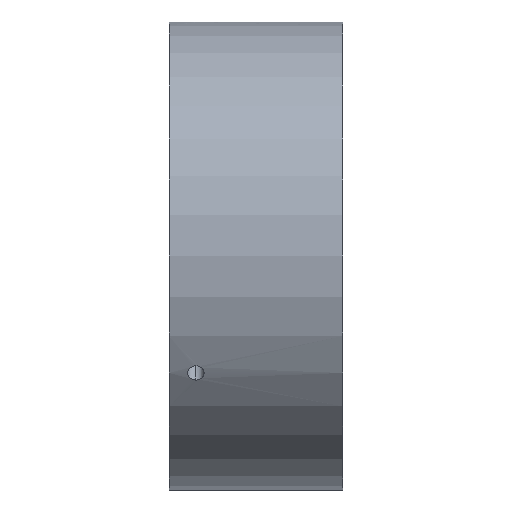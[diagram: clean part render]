
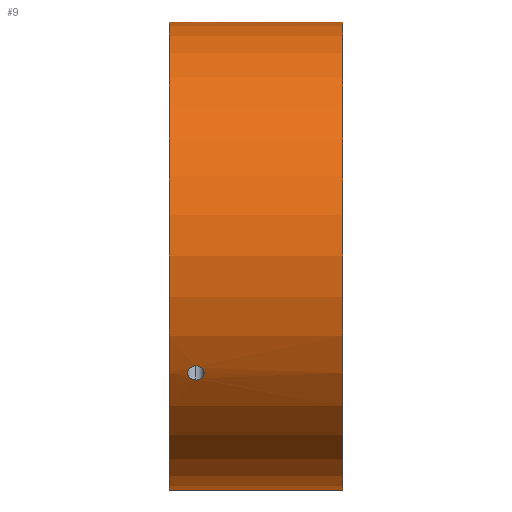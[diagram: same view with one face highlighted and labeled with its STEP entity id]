
A CAD part, front view. The second image highlights one B-rep face of the part: STEP entity #9.
In plain terms, the highlighted cylindrical face has radius 35 mm (diameter 70 mm), a partial arc.
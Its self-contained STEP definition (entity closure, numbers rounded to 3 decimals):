
#9 = ADVANCED_FACE ( 'NONE', ( #272, #259 ), #271, .T. ) ;
#14 = EDGE_CURVE ( 'NONE', #117, #119, #108, .T. ) ;
#38 = CIRCLE ( 'NONE', #39, 35. ) ;
#39 = AXIS2_PLACEMENT_3D ( 'NONE', #425, #437, #417 ) ;
#69 = VECTOR ( 'NONE', #662, 1000. ) ;
#78 = VECTOR ( 'NONE', #642, 1000. ) ;
#80 = VECTOR ( 'NONE', #722, 1000. ) ;
#89 = AXIS2_PLACEMENT_3D ( 'NONE', #251, #275, #260 ) ;
#94 = AXIS2_PLACEMENT_3D ( 'NONE', #331, #307, #308 ) ;
#108 = CIRCLE ( 'NONE', #94, 35. ) ;
#117 = VERTEX_POINT ( 'NONE', #295 ) ;
#119 = VERTEX_POINT ( 'NONE', #297 ) ;
#125 = VERTEX_POINT ( 'NONE', #312 ) ;
#130 = VERTEX_POINT ( 'NONE', #325 ) ;
#133 = VERTEX_POINT ( 'NONE', #287 ) ;
#147 = VERTEX_POINT ( 'NONE', #303 ) ;
#149 = VERTEX_POINT ( 'NONE', #299 ) ;
#165 = VERTEX_POINT ( 'NONE', #305 ) ;
#179 = ORIENTED_EDGE ( 'NONE', *, *, #372, .T. ) ;
#192 = ORIENTED_EDGE ( 'NONE', *, *, #14, .T. ) ;
#193 = EDGE_LOOP ( 'NONE', ( #231, #179 ) ) ;
#195 = ORIENTED_EDGE ( 'NONE', *, *, #351, .T. ) ;
#210 = ORIENTED_EDGE ( 'NONE', *, *, #398, .T. ) ;
#215 = ORIENTED_EDGE ( 'NONE', *, *, #403, .T. ) ;
#220 = ORIENTED_EDGE ( 'NONE', *, *, #373, .T. ) ;
#228 = ORIENTED_EDGE ( 'NONE', *, *, #400, .F. ) ;
#231 = ORIENTED_EDGE ( 'NONE', *, *, #368, .T. ) ;
#232 = EDGE_LOOP ( 'NONE', ( #228, #195, #215, #220, #210, #192 ) ) ;
#251 = CARTESIAN_POINT ( 'NONE',  ( 26., 0., 0. ) ) ;
#259 = FACE_BOUND ( 'NONE', #193, .T. ) ;
#260 = DIRECTION ( 'NONE',  ( 0., 0., 1. ) ) ;
#271 = CYLINDRICAL_SURFACE ( 'NONE', #89, 35. ) ;
#272 = FACE_OUTER_BOUND ( 'NONE', #232, .T. ) ;
#275 = DIRECTION ( 'NONE',  ( -1., 0., 0. ) ) ;
#287 = CARTESIAN_POINT ( 'NONE',  ( 26., 0., 35. ) ) ;
#295 = CARTESIAN_POINT ( 'NONE',  ( 0., 0., 35. ) ) ;
#297 = CARTESIAN_POINT ( 'NONE',  ( 0., 0., -35. ) ) ;
#299 = CARTESIAN_POINT ( 'NONE',  ( 4., -30.907, -16.424 ) ) ;
#303 = CARTESIAN_POINT ( 'NONE',  ( 26., 0., -35. ) ) ;
#305 = CARTESIAN_POINT ( 'NONE',  ( 5.23, 0., 35. ) ) ;
#307 = DIRECTION ( 'NONE',  ( 1., 0., 0. ) ) ;
#308 = DIRECTION ( 'NONE',  ( 0., 0., 1. ) ) ;
#312 = CARTESIAN_POINT ( 'NONE',  ( 2.77, 0., 35. ) ) ;
#325 = CARTESIAN_POINT ( 'NONE',  ( 4., -29.677, -18.554 ) ) ;
#331 = CARTESIAN_POINT ( 'NONE',  ( 0., 0., 0. ) ) ;
#351 = EDGE_CURVE ( 'NONE', #147, #133, #38, .T. ) ;
#368 = EDGE_CURVE ( 'NONE', #149, #130, #385, .T. ) ;
#372 = EDGE_CURVE ( 'NONE', #130, #149, #391, .T. ) ;
#373 = EDGE_CURVE ( 'NONE', #165, #125, #382, .T. ) ;
#382 = B_SPLINE_CURVE_WITH_KNOTS ( 'NONE', 3,
 ( #543, #565, #590, #615, #581, #582, #623, #619, #578, #613, #620, #602, #599, #604, #574, #575, #600, #624 ),
 .UNSPECIFIED., .F., .F.,
 ( 4, 2, 2, 2, 2, 2, 2, 2, 4 ),
 ( 0.008, 0.008, 0.009, 0.009, 0.009, 0.01, 0.01, 0.011, 0.011 ),
 .UNSPECIFIED. ) ;
#385 = B_SPLINE_CURVE_WITH_KNOTS ( 'NONE', 3,
 ( #506, #480, #527, #549, #523, #542, #555, #548, #545, #520, #550, #552, #526, #521, #551, #566, #529, #556 ),
 .UNSPECIFIED., .F., .F.,
 ( 4, 2, 2, 2, 2, 2, 2, 2, 4 ),
 ( 0.004, 0.004, 0.005, 0.005, 0.006, 0.006, 0.007, 0.007, 0.008 ),
 .UNSPECIFIED. ) ;
#391 = B_SPLINE_CURVE_WITH_KNOTS ( 'NONE', 3,
 ( #563, #568, #513, #514, #524, #515, #516, #541, #517, #537, #530, #533, #518, #519, #535, #536, #538, #539 ),
 .UNSPECIFIED., .F., .F.,
 ( 4, 2, 2, 2, 2, 2, 2, 2, 4 ),
 ( 0.008, 0.008, 0.009, 0.009, 0.009, 0.01, 0.01, 0.011, 0.011 ),
 .UNSPECIFIED. ) ;
#398 = EDGE_CURVE ( 'NONE', #125, #117, #632, .T. ) ;
#400 = EDGE_CURVE ( 'NONE', #147, #119, #659, .T. ) ;
#403 = EDGE_CURVE ( 'NONE', #133, #165, #717, .T. ) ;
#417 = DIRECTION ( 'NONE',  ( 0., 0., 1. ) ) ;
#425 = CARTESIAN_POINT ( 'NONE',  ( 26., 0., 0. ) ) ;
#437 = DIRECTION ( 'NONE',  ( -1., 0., 0. ) ) ;
#480 = CARTESIAN_POINT ( 'NONE',  ( 4.162, -30.907, -16.424 ) ) ;
#506 = CARTESIAN_POINT ( 'NONE',  ( 4., -30.907, -16.424 ) ) ;
#513 = CARTESIAN_POINT ( 'NONE',  ( 3.678, -29.694, -18.527 ) ) ;
#514 = CARTESIAN_POINT ( 'NONE',  ( 3.38, -29.76, -18.422 ) ) ;
#515 = CARTESIAN_POINT ( 'NONE',  ( 3.016, -29.927, -18.149 ) ) ;
#516 = CARTESIAN_POINT ( 'NONE',  ( 2.925, -29.997, -18.033 ) ) ;
#517 = CARTESIAN_POINT ( 'NONE',  ( 2.77, -30.231, -17.638 ) ) ;
#518 = CARTESIAN_POINT ( 'NONE',  ( 3.017, -30.682, -16.842 ) ) ;
#519 = CARTESIAN_POINT ( 'NONE',  ( 3.244, -30.79, -16.642 ) ) ;
#520 = CARTESIAN_POINT ( 'NONE',  ( 5.23, -30.231, -17.638 ) ) ;
#521 = CARTESIAN_POINT ( 'NONE',  ( 4.755, -29.807, -18.345 ) ) ;
#523 = CARTESIAN_POINT ( 'NONE',  ( 4.756, -30.79, -16.642 ) ) ;
#524 = CARTESIAN_POINT ( 'NONE',  ( 3.245, -29.807, -18.345 ) ) ;
#526 = CARTESIAN_POINT ( 'NONE',  ( 4.985, -29.927, -18.149 ) ) ;
#527 = CARTESIAN_POINT ( 'NONE',  ( 4.322, -30.892, -16.453 ) ) ;
#529 = CARTESIAN_POINT ( 'NONE',  ( 4.162, -29.677, -18.554 ) ) ;
#530 = CARTESIAN_POINT ( 'NONE',  ( 2.803, -30.471, -17.22 ) ) ;
#533 = CARTESIAN_POINT ( 'NONE',  ( 2.925, -30.616, -16.962 ) ) ;
#535 = CARTESIAN_POINT ( 'NONE',  ( 3.38, -30.834, -16.562 ) ) ;
#536 = CARTESIAN_POINT ( 'NONE',  ( 3.678, -30.892, -16.453 ) ) ;
#537 = CARTESIAN_POINT ( 'NONE',  ( 2.771, -30.391, -17.361 ) ) ;
#538 = CARTESIAN_POINT ( 'NONE',  ( 3.838, -30.907, -16.424 ) ) ;
#539 = CARTESIAN_POINT ( 'NONE',  ( 4., -30.907, -16.424 ) ) ;
#541 = CARTESIAN_POINT ( 'NONE',  ( 2.802, -30.149, -17.777 ) ) ;
#542 = CARTESIAN_POINT ( 'NONE',  ( 4.983, -30.682, -16.841 ) ) ;
#543 = CARTESIAN_POINT ( 'NONE',  ( 5.23, 0., 35. ) ) ;
#545 = CARTESIAN_POINT ( 'NONE',  ( 5.229, -30.391, -17.36 ) ) ;
#548 = CARTESIAN_POINT ( 'NONE',  ( 5.197, -30.471, -17.22 ) ) ;
#549 = CARTESIAN_POINT ( 'NONE',  ( 4.62, -30.834, -16.562 ) ) ;
#550 = CARTESIAN_POINT ( 'NONE',  ( 5.198, -30.15, -17.777 ) ) ;
#551 = CARTESIAN_POINT ( 'NONE',  ( 4.62, -29.76, -18.422 ) ) ;
#552 = CARTESIAN_POINT ( 'NONE',  ( 5.075, -29.997, -18.033 ) ) ;
#555 = CARTESIAN_POINT ( 'NONE',  ( 5.074, -30.616, -16.962 ) ) ;
#556 = CARTESIAN_POINT ( 'NONE',  ( 4., -29.677, -18.554 ) ) ;
#563 = CARTESIAN_POINT ( 'NONE',  ( 4., -29.677, -18.554 ) ) ;
#565 = CARTESIAN_POINT ( 'NONE',  ( 5.229, -0.162, 35. ) ) ;
#566 = CARTESIAN_POINT ( 'NONE',  ( 4.322, -29.694, -18.527 ) ) ;
#568 = CARTESIAN_POINT ( 'NONE',  ( 3.838, -29.677, -18.554 ) ) ;
#574 = CARTESIAN_POINT ( 'NONE',  ( 2.926, -0.62, 34.995 ) ) ;
#575 = CARTESIAN_POINT ( 'NONE',  ( 2.802, -0.322, 34.999 ) ) ;
#578 = CARTESIAN_POINT ( 'NONE',  ( 4.16, -1.23, 34.978 ) ) ;
#581 = CARTESIAN_POINT ( 'NONE',  ( 4.984, -0.755, 34.992 ) ) ;
#582 = CARTESIAN_POINT ( 'NONE',  ( 4.754, -0.984, 34.986 ) ) ;
#590 = CARTESIAN_POINT ( 'NONE',  ( 5.198, -0.322, 34.999 ) ) ;
#599 = CARTESIAN_POINT ( 'NONE',  ( 3.244, -0.983, 34.986 ) ) ;
#600 = CARTESIAN_POINT ( 'NONE',  ( 2.77, -0.162, 35. ) ) ;
#602 = CARTESIAN_POINT ( 'NONE',  ( 3.381, -1.075, 34.984 ) ) ;
#604 = CARTESIAN_POINT ( 'NONE',  ( 3.017, -0.756, 34.992 ) ) ;
#613 = CARTESIAN_POINT ( 'NONE',  ( 3.839, -1.229, 34.978 ) ) ;
#615 = CARTESIAN_POINT ( 'NONE',  ( 5.074, -0.62, 34.995 ) ) ;
#619 = CARTESIAN_POINT ( 'NONE',  ( 4.321, -1.198, 34.98 ) ) ;
#620 = CARTESIAN_POINT ( 'NONE',  ( 3.677, -1.197, 34.98 ) ) ;
#623 = CARTESIAN_POINT ( 'NONE',  ( 4.619, -1.075, 34.984 ) ) ;
#624 = CARTESIAN_POINT ( 'NONE',  ( 2.77, 0., 35. ) ) ;
#632 = LINE ( 'NONE', #678, #69 ) ;
#642 = DIRECTION ( 'NONE',  ( -1., 0., 0. ) ) ;
#647 = CARTESIAN_POINT ( 'NONE',  ( 26., 0., -35. ) ) ;
#659 = LINE ( 'NONE', #647, #78 ) ;
#662 = DIRECTION ( 'NONE',  ( -1., 0., 0. ) ) ;
#678 = CARTESIAN_POINT ( 'NONE',  ( 26., 0., 35. ) ) ;
#685 = CARTESIAN_POINT ( 'NONE',  ( 26., 0., 35. ) ) ;
#717 = LINE ( 'NONE', #685, #80 ) ;
#722 = DIRECTION ( 'NONE',  ( -1., 0., 0. ) ) ;
